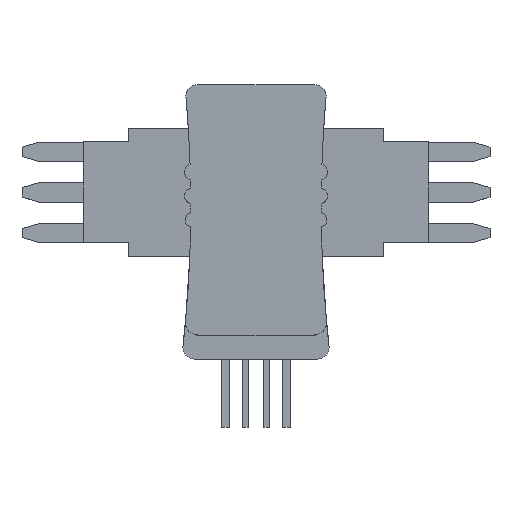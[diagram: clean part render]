
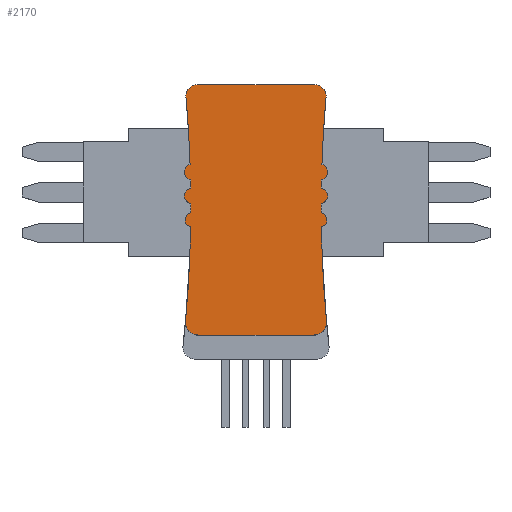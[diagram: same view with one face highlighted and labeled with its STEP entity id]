
A CAD part, top view. The second image highlights one B-rep face of the part: STEP entity #2170.
In plain terms, the highlighted planar face has unit normal (0, 0, 1).
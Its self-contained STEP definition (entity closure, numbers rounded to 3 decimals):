
#23=CIRCLE('',#2264,0.825);
#38=CIRCLE('',#2287,77.979);
#40=CIRCLE('',#2290,0.457);
#41=CIRCLE('',#2292,77.979);
#42=CIRCLE('',#2294,0.5);
#43=CIRCLE('',#2296,77.979);
#44=CIRCLE('',#2298,0.5);
#48=CIRCLE('',#2303,77.979);
#63=CIRCLE('',#2328,0.825);
#65=CIRCLE('',#2332,0.457);
#67=CIRCLE('',#2335,77.979);
#69=CIRCLE('',#2338,0.5);
#71=CIRCLE('',#2341,77.979);
#73=CIRCLE('',#2344,0.5);
#75=CIRCLE('',#2347,77.979);
#79=CIRCLE('',#2352,0.75);
#81=CIRCLE('',#2356,0.75);
#83=CIRCLE('',#2359,77.979);
#214=FACE_OUTER_BOUND('',#322,.T.);
#322=EDGE_LOOP('',(#1885,#1886,#1887,#1888,#1889,#1890,#1891,#1892,#1893,
#1894,#1895,#1896,#1897,#1898,#1899,#1900,#1901,#1902,#1903,#1904));
#552=LINE('',#3521,#800);
#562=LINE('',#3573,#810);
#800=VECTOR('',#2868,10.);
#810=VECTOR('',#2926,10.);
#959=VERTEX_POINT('',#3364);
#960=VERTEX_POINT('',#3366);
#983=VERTEX_POINT('',#3428);
#984=VERTEX_POINT('',#3430);
#986=VERTEX_POINT('',#3437);
#987=VERTEX_POINT('',#3441);
#988=VERTEX_POINT('',#3445);
#989=VERTEX_POINT('',#3449);
#990=VERTEX_POINT('',#3453);
#996=VERTEX_POINT('',#3467);
#1011=VERTEX_POINT('',#3517);
#1013=VERTEX_POINT('',#3525);
#1015=VERTEX_POINT('',#3531);
#1017=VERTEX_POINT('',#3537);
#1019=VERTEX_POINT('',#3543);
#1021=VERTEX_POINT('',#3549);
#1023=VERTEX_POINT('',#3555);
#1027=VERTEX_POINT('',#3566);
#1029=VERTEX_POINT('',#3572);
#1031=VERTEX_POINT('',#3578);
#1231=EDGE_CURVE('',#960,#959,#23,.T.);
#1263=EDGE_CURVE('',#984,#983,#38,.T.);
#1268=EDGE_CURVE('',#983,#986,#40,.T.);
#1270=EDGE_CURVE('',#986,#987,#41,.T.);
#1272=EDGE_CURVE('',#987,#988,#42,.T.);
#1274=EDGE_CURVE('',#988,#989,#43,.T.);
#1276=EDGE_CURVE('',#989,#990,#44,.T.);
#1282=EDGE_CURVE('',#996,#960,#48,.T.);
#1307=EDGE_CURVE('',#1011,#984,#63,.T.);
#1309=EDGE_CURVE('',#959,#1011,#552,.T.);
#1311=EDGE_CURVE('',#1013,#996,#65,.T.);
#1314=EDGE_CURVE('',#1015,#1013,#67,.T.);
#1317=EDGE_CURVE('',#1017,#1015,#69,.T.);
#1320=EDGE_CURVE('',#1019,#1017,#71,.T.);
#1323=EDGE_CURVE('',#1021,#1019,#73,.T.);
#1326=EDGE_CURVE('',#1023,#1021,#75,.T.);
#1332=EDGE_CURVE('',#1027,#1023,#79,.T.);
#1335=EDGE_CURVE('',#1029,#1027,#562,.T.);
#1338=EDGE_CURVE('',#1031,#1029,#81,.T.);
#1342=EDGE_CURVE('',#990,#1031,#83,.T.);
#1885=ORIENTED_EDGE('',*,*,#1276,.T.);
#1886=ORIENTED_EDGE('',*,*,#1342,.T.);
#1887=ORIENTED_EDGE('',*,*,#1338,.T.);
#1888=ORIENTED_EDGE('',*,*,#1335,.T.);
#1889=ORIENTED_EDGE('',*,*,#1332,.T.);
#1890=ORIENTED_EDGE('',*,*,#1326,.T.);
#1891=ORIENTED_EDGE('',*,*,#1323,.T.);
#1892=ORIENTED_EDGE('',*,*,#1320,.T.);
#1893=ORIENTED_EDGE('',*,*,#1317,.T.);
#1894=ORIENTED_EDGE('',*,*,#1314,.T.);
#1895=ORIENTED_EDGE('',*,*,#1311,.T.);
#1896=ORIENTED_EDGE('',*,*,#1282,.T.);
#1897=ORIENTED_EDGE('',*,*,#1231,.T.);
#1898=ORIENTED_EDGE('',*,*,#1309,.T.);
#1899=ORIENTED_EDGE('',*,*,#1307,.T.);
#1900=ORIENTED_EDGE('',*,*,#1263,.T.);
#1901=ORIENTED_EDGE('',*,*,#1268,.T.);
#1902=ORIENTED_EDGE('',*,*,#1270,.T.);
#1903=ORIENTED_EDGE('',*,*,#1272,.T.);
#1904=ORIENTED_EDGE('',*,*,#1274,.T.);
#2062=PLANE('',#2362);
#2170=ADVANCED_FACE('',(#214),#2062,.T.);
#2264=AXIS2_PLACEMENT_3D('',#3367,#2699,#2700);
#2287=AXIS2_PLACEMENT_3D('',#3431,#2762,#2763);
#2290=AXIS2_PLACEMENT_3D('',#3439,#2771,#2772);
#2292=AXIS2_PLACEMENT_3D('',#3443,#2776,#2777);
#2294=AXIS2_PLACEMENT_3D('',#3447,#2781,#2782);
#2296=AXIS2_PLACEMENT_3D('',#3451,#2786,#2787);
#2298=AXIS2_PLACEMENT_3D('',#3455,#2791,#2792);
#2303=AXIS2_PLACEMENT_3D('',#3468,#2803,#2804);
#2328=AXIS2_PLACEMENT_3D('',#3518,#2863,#2864);
#2332=AXIS2_PLACEMENT_3D('',#3526,#2873,#2874);
#2335=AXIS2_PLACEMENT_3D('',#3532,#2880,#2881);
#2338=AXIS2_PLACEMENT_3D('',#3538,#2887,#2888);
#2341=AXIS2_PLACEMENT_3D('',#3544,#2894,#2895);
#2344=AXIS2_PLACEMENT_3D('',#3550,#2901,#2902);
#2347=AXIS2_PLACEMENT_3D('',#3556,#2908,#2909);
#2352=AXIS2_PLACEMENT_3D('',#3567,#2920,#2921);
#2356=AXIS2_PLACEMENT_3D('',#3579,#2932,#2933);
#2359=AXIS2_PLACEMENT_3D('',#3585,#2940,#2941);
#2362=AXIS2_PLACEMENT_3D('',#3588,#2946,#2947);
#2699=DIRECTION('center_axis',(0.,0.,1.));
#2700=DIRECTION('ref_axis',(-0.996,0.092,0.));
#2762=DIRECTION('center_axis',(0.,0.,-1.));
#2763=DIRECTION('ref_axis',(-0.996,0.088,0.));
#2771=DIRECTION('center_axis',(0.,0.,1.));
#2772=DIRECTION('ref_axis',(0.239,-0.971,0.));
#2776=DIRECTION('center_axis',(0.,0.,-1.));
#2777=DIRECTION('ref_axis',(-0.996,0.088,0.));
#2781=DIRECTION('center_axis',(0.,0.,1.));
#2782=DIRECTION('ref_axis',(0.199,-0.98,0.));
#2786=DIRECTION('center_axis',(0.,0.,-1.));
#2787=DIRECTION('ref_axis',(-0.996,0.088,0.));
#2791=DIRECTION('center_axis',(0.,0.,1.));
#2792=DIRECTION('ref_axis',(0.235,-0.972,0.));
#2803=DIRECTION('center_axis',(0.,0.,-1.));
#2804=DIRECTION('ref_axis',(0.994,-0.112,0.));
#2863=DIRECTION('center_axis',(0.,0.,1.));
#2864=DIRECTION('ref_axis',(0.,-1.,0.));
#2868=DIRECTION('',(1.,0.,0.));
#2873=DIRECTION('center_axis',(0.,0.,1.));
#2874=DIRECTION('ref_axis',(-0.219,0.976,0.));
#2880=DIRECTION('center_axis',(0.,0.,-1.));
#2881=DIRECTION('ref_axis',(0.994,-0.112,0.));
#2887=DIRECTION('center_axis',(0.,0.,1.));
#2888=DIRECTION('ref_axis',(-0.216,0.976,0.));
#2894=DIRECTION('center_axis',(0.,0.,-1.));
#2895=DIRECTION('ref_axis',(0.994,-0.112,0.));
#2901=DIRECTION('center_axis',(0.,0.,1.));
#2902=DIRECTION('ref_axis',(-0.289,0.957,0.));
#2908=DIRECTION('center_axis',(0.,0.,-1.));
#2909=DIRECTION('ref_axis',(0.994,-0.112,0.));
#2920=DIRECTION('center_axis',(0.,0.,1.));
#2921=DIRECTION('ref_axis',(0.,1.,0.));
#2926=DIRECTION('',(-1.,0.,0.));
#2932=DIRECTION('center_axis',(0.,0.,1.));
#2933=DIRECTION('ref_axis',(0.996,-0.088,0.));
#2940=DIRECTION('center_axis',(0.,0.,-1.));
#2941=DIRECTION('ref_axis',(-0.996,0.088,0.));
#2946=DIRECTION('center_axis',(0.,0.,1.));
#2947=DIRECTION('ref_axis',(1.,0.,0.));
#3364=CARTESIAN_POINT('',(-3.608,1.25,12.));
#3366=CARTESIAN_POINT('',(-4.429,2.151,12.));
#3367=CARTESIAN_POINT('Origin',(-3.608,2.075,12.));
#3428=CARTESIAN_POINT('',(4.109,8.056,12.));
#3430=CARTESIAN_POINT('',(4.429,2.151,12.));
#3431=CARTESIAN_POINT('Origin',(82.078,9.316,12.));
#3437=CARTESIAN_POINT('',(4.1,8.946,12.));
#3439=CARTESIAN_POINT('Origin',(4.,8.5,12.));
#3441=CARTESIAN_POINT('',(4.099,9.51,12.));
#3443=CARTESIAN_POINT('Origin',(82.078,9.316,12.));
#3445=CARTESIAN_POINT('',(4.108,10.488,12.));
#3447=CARTESIAN_POINT('Origin',(4.,10.,12.));
#3449=CARTESIAN_POINT('',(4.118,11.014,12.));
#3451=CARTESIAN_POINT('Origin',(82.078,9.316,12.));
#3453=CARTESIAN_POINT('',(4.145,11.979,12.));
#3455=CARTESIAN_POINT('Origin',(4.,11.5,12.));
#3467=CARTESIAN_POINT('',(-4.109,8.056,12.));
#3468=CARTESIAN_POINT('Origin',(-82.078,9.316,12.));
#3517=CARTESIAN_POINT('',(3.608,1.25,12.));
#3518=CARTESIAN_POINT('Origin',(3.608,2.075,12.));
#3521=CARTESIAN_POINT('',(-3.608,1.25,12.));
#3525=CARTESIAN_POINT('',(-4.1,8.946,12.));
#3526=CARTESIAN_POINT('Origin',(-4.,8.5,12.));
#3531=CARTESIAN_POINT('',(-4.099,9.51,12.));
#3532=CARTESIAN_POINT('Origin',(-82.078,9.316,12.));
#3537=CARTESIAN_POINT('',(-4.108,10.488,12.));
#3538=CARTESIAN_POINT('Origin',(-4.,10.,12.));
#3543=CARTESIAN_POINT('',(-4.118,11.014,12.));
#3544=CARTESIAN_POINT('Origin',(-82.078,9.316,12.));
#3549=CARTESIAN_POINT('',(-4.145,11.979,12.));
#3550=CARTESIAN_POINT('Origin',(-4.,11.5,12.));
#3555=CARTESIAN_POINT('',(-4.402,16.184,12.));
#3556=CARTESIAN_POINT('Origin',(-82.078,9.316,12.));
#3566=CARTESIAN_POINT('',(-3.655,17.,12.));
#3567=CARTESIAN_POINT('Origin',(-3.655,16.25,12.));
#3572=CARTESIAN_POINT('',(3.655,17.,12.));
#3573=CARTESIAN_POINT('',(3.655,17.,12.));
#3578=CARTESIAN_POINT('',(4.402,16.184,12.));
#3579=CARTESIAN_POINT('Origin',(3.655,16.25,12.));
#3585=CARTESIAN_POINT('Origin',(82.078,9.316,12.));
#3588=CARTESIAN_POINT('Origin',(0.,9.125,12.));
